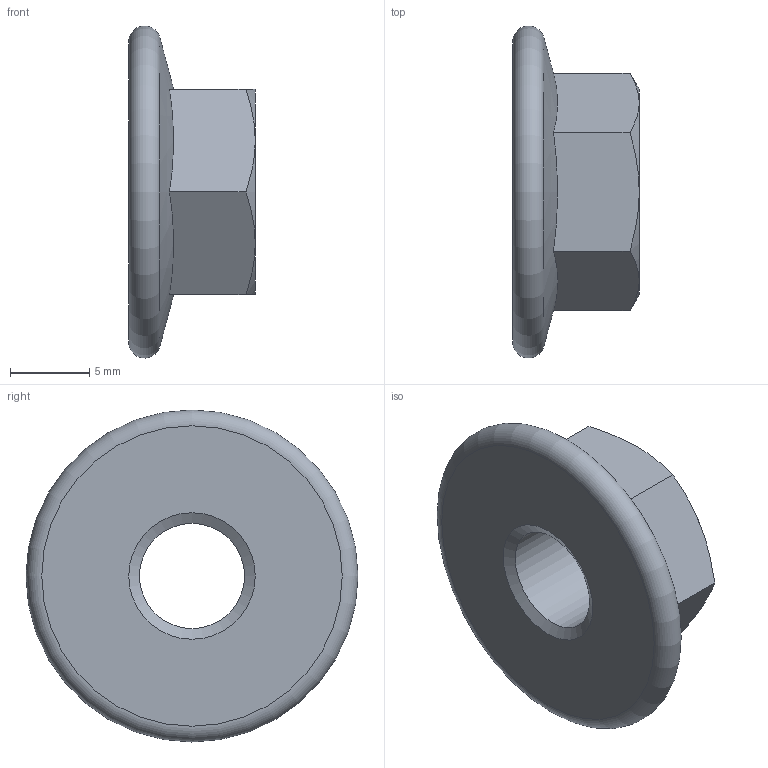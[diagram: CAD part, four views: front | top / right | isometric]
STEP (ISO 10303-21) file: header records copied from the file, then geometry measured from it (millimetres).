
FILE_DESCRIPTION((''),'2;1');
FILE_NAME('AR6010.stp','2022-08-26T15:31:20',(''),(''),'Autodesk Inventor 2013','Autodesk Inventor 2013','');
FILE_SCHEMA(('AUTOMOTIVE_DESIGN { 1 0 10303 214 1 1 1 1 }'));
Length unit declared in the file: millimetre
Products named in the file (1): AR6010
Bounding box: 8 x 21 x 21 mm (x, y, z)
Volume: 1307.1 mm3; surface area: 1086.3 mm2
Topology: 1 solids, 1 shells, 19 faces, 48 edges, 31 vertices
Faces by surface type: cone 9, plane 8, cylinder 1, torus 1
Full cylindrical faces by diameter (mm): 6.647 x1
Entity records: 542 total; most frequent: CARTESIAN_POINT 140, ORIENTED_EDGE 84, DIRECTION 70, EDGE_CURVE 42, AXIS2_PLACEMENT_3D 32, VERTEX_POINT 30, EDGE_LOOP 26, FACE_OUTER_BOUND 19
